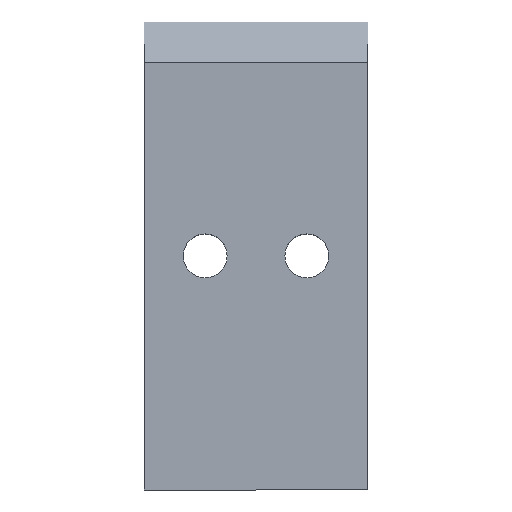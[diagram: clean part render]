
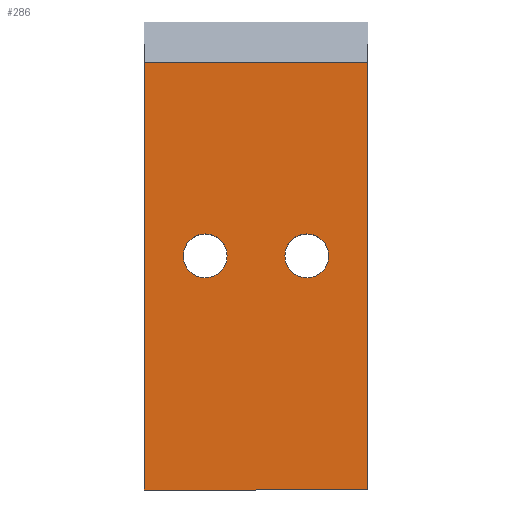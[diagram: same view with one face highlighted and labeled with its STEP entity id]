
A CAD part, top view. The second image highlights one B-rep face of the part: STEP entity #286.
In plain terms, the highlighted planar face has unit normal (0, 0, 1).
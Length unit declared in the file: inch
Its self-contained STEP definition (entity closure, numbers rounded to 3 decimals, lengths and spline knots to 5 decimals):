
#1 = CARTESIAN_POINT ( 'NONE',  ( 0.23622, 0.90551, 0. ) ) ;
#12 = CIRCLE ( 'NONE', #221, 0.085 ) ;
#19 = EDGE_CURVE ( 'NONE', #109, #186, #208, .T. ) ;
#20 = CARTESIAN_POINT ( 'NONE',  ( 0.86614, 1.81102, 0. ) ) ;
#22 = EDGE_LOOP ( 'NONE', ( #297, #292 ) ) ;
#28 = DIRECTION ( 'NONE',  ( 1., 0., 0. ) ) ;
#30 = DIRECTION ( 'NONE',  ( 0., 0., 1. ) ) ;
#32 = CARTESIAN_POINT ( 'NONE',  ( 0.86614, 1.65354, 0. ) ) ;
#36 = AXIS2_PLACEMENT_3D ( 'NONE', #1, #232, #320 ) ;
#44 = PLANE ( 'NONE',  #367 ) ;
#46 = EDGE_CURVE ( 'NONE', #186, #109, #213, .T. ) ;
#47 = FACE_BOUND ( 'NONE', #22, .T. ) ;
#49 = CARTESIAN_POINT ( 'NONE',  ( 0., 1.81102, 0. ) ) ;
#55 = LINE ( 'NONE', #32, #94 ) ;
#73 = VERTEX_POINT ( 'NONE', #141 ) ;
#77 = VERTEX_POINT ( 'NONE', #358 ) ;
#87 = EDGE_CURVE ( 'NONE', #336, #73, #55, .T. ) ;
#94 = VECTOR ( 'NONE', #325, 39.37008 ) ;
#96 = LINE ( 'NONE', #204, #110 ) ;
#97 = DIRECTION ( 'NONE',  ( 0., 0., 1. ) ) ;
#99 = AXIS2_PLACEMENT_3D ( 'NONE', #125, #102, #247 ) ;
#102 = DIRECTION ( 'NONE',  ( 0., 0., 1. ) ) ;
#109 = VERTEX_POINT ( 'NONE', #173 ) ;
#110 = VECTOR ( 'NONE', #272, 39.37008 ) ;
#111 = VERTEX_POINT ( 'NONE', #268 ) ;
#112 = EDGE_LOOP ( 'NONE', ( #227, #382, #166, #314 ) ) ;
#116 = EDGE_CURVE ( 'NONE', #165, #111, #12, .T. ) ;
#118 = EDGE_LOOP ( 'NONE', ( #191, #308 ) ) ;
#124 = EDGE_CURVE ( 'NONE', #77, #341, #96, .T. ) ;
#125 = CARTESIAN_POINT ( 'NONE',  ( 0.62992, 0.90551, 0. ) ) ;
#126 = DIRECTION ( 'NONE',  ( 0., 1., 0. ) ) ;
#141 = CARTESIAN_POINT ( 'NONE',  ( 0., 1.65354, 0. ) ) ;
#153 = CARTESIAN_POINT ( 'NONE',  ( 0.32122, 0.90551, 0. ) ) ;
#163 = VECTOR ( 'NONE', #126, 39.37008 ) ;
#165 = VERTEX_POINT ( 'NONE', #212 ) ;
#166 = ORIENTED_EDGE ( 'NONE', *, *, #124, .T. ) ;
#173 = CARTESIAN_POINT ( 'NONE',  ( 0.15122, 0.90551, 0. ) ) ;
#175 = DIRECTION ( 'NONE',  ( 1., 0., 0. ) ) ;
#186 = VERTEX_POINT ( 'NONE', #153 ) ;
#187 = VECTOR ( 'NONE', #226, 39.37008 ) ;
#191 = ORIENTED_EDGE ( 'NONE', *, *, #46, .F. ) ;
#196 = DIRECTION ( 'NONE',  ( 1., 0., 0. ) ) ;
#198 = CARTESIAN_POINT ( 'NONE',  ( 0.62992, 0.90551, 0. ) ) ;
#200 = EDGE_CURVE ( 'NONE', #77, #73, #246, .T. ) ;
#204 = CARTESIAN_POINT ( 'NONE',  ( 0., 0., 0. ) ) ;
#208 = CIRCLE ( 'NONE', #36, 0.085 ) ;
#212 = CARTESIAN_POINT ( 'NONE',  ( 0.71492, 0.90551, 0. ) ) ;
#213 = CIRCLE ( 'NONE', #340, 0.085 ) ;
#219 = CARTESIAN_POINT ( 'NONE',  ( 0.86614, 1.65354, 0. ) ) ;
#221 = AXIS2_PLACEMENT_3D ( 'NONE', #198, #97, #175 ) ;
#222 = FACE_BOUND ( 'NONE', #118, .T. ) ;
#223 = EDGE_CURVE ( 'NONE', #111, #165, #290, .T. ) ;
#226 = DIRECTION ( 'NONE',  ( 0., -1., 0. ) ) ;
#227 = ORIENTED_EDGE ( 'NONE', *, *, #87, .T. ) ;
#232 = DIRECTION ( 'NONE',  ( 0., 0., 1. ) ) ;
#244 = CARTESIAN_POINT ( 'NONE',  ( 0., 0., 0. ) ) ;
#246 = LINE ( 'NONE', #244, #163 ) ;
#247 = DIRECTION ( 'NONE',  ( 1., 0., 0. ) ) ;
#268 = CARTESIAN_POINT ( 'NONE',  ( 0.54492, 0.90551, 0. ) ) ;
#272 = DIRECTION ( 'NONE',  ( 1., 0., 0. ) ) ;
#286 = ADVANCED_FACE ( 'NONE', ( #222, #343, #47 ), #44, .T. ) ;
#290 = CIRCLE ( 'NONE', #99, 0.085 ) ;
#292 = ORIENTED_EDGE ( 'NONE', *, *, #223, .F. ) ;
#297 = ORIENTED_EDGE ( 'NONE', *, *, #116, .F. ) ;
#308 = ORIENTED_EDGE ( 'NONE', *, *, #19, .F. ) ;
#313 = LINE ( 'NONE', #20, #187 ) ;
#314 = ORIENTED_EDGE ( 'NONE', *, *, #323, .F. ) ;
#320 = DIRECTION ( 'NONE',  ( 1., 0., 0. ) ) ;
#322 = CARTESIAN_POINT ( 'NONE',  ( 0.23622, 0.90551, 0. ) ) ;
#323 = EDGE_CURVE ( 'NONE', #336, #341, #313, .T. ) ;
#325 = DIRECTION ( 'NONE',  ( -1., 0., 0. ) ) ;
#336 = VERTEX_POINT ( 'NONE', #219 ) ;
#340 = AXIS2_PLACEMENT_3D ( 'NONE', #322, #30, #28 ) ;
#341 = VERTEX_POINT ( 'NONE', #345 ) ;
#343 = FACE_OUTER_BOUND ( 'NONE', #112, .T. ) ;
#345 = CARTESIAN_POINT ( 'NONE',  ( 0.86614, 0., 0. ) ) ;
#358 = CARTESIAN_POINT ( 'NONE',  ( 0., 0., 0. ) ) ;
#367 = AXIS2_PLACEMENT_3D ( 'NONE', #49, #381, #196 ) ;
#381 = DIRECTION ( 'NONE',  ( 0., 0., 1. ) ) ;
#382 = ORIENTED_EDGE ( 'NONE', *, *, #200, .F. ) ;
